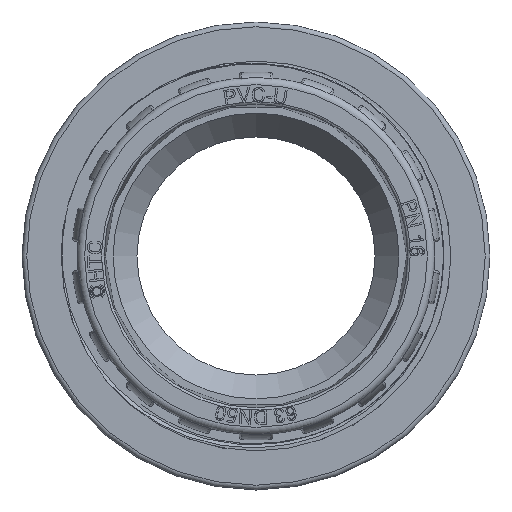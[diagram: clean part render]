
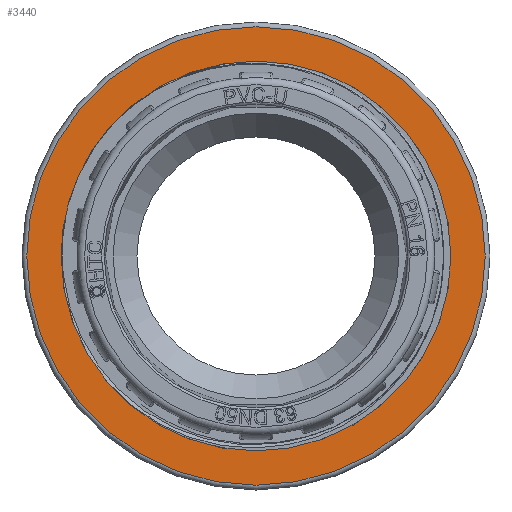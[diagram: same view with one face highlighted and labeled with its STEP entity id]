
A CAD part, front view. The second image highlights one B-rep face of the part: STEP entity #3440.
In plain terms, the highlighted planar face has unit normal (0, -1, 0).
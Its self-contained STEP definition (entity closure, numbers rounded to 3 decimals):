
#3440=ADVANCED_FACE('',(#6202,#6203),#4328,.T.);
#4328=PLANE('',#17067);
#6202=FACE_BOUND('',#6380,.T.);
#6203=FACE_BOUND('',#6381,.T.);
#6380=EDGE_LOOP('',(#8012));
#6381=EDGE_LOOP('',(#8013));
#8012=ORIENTED_EDGE('',*,*,#14493,.T.);
#8013=ORIENTED_EDGE('',*,*,#14492,.T.);
#12788=VERTEX_POINT('',#28712);
#12789=VERTEX_POINT('',#29405);
#14492=EDGE_CURVE('',#12788,#12788,#16561,.T.);
#14493=EDGE_CURVE('',#12789,#12789,#16562,.T.);
#16561=CIRCLE('',#17064,40.767);
#16562=CIRCLE('',#17066,47.95);
#17064=AXIS2_PLACEMENT_3D('',#28711,#18477,#18478);
#17066=AXIS2_PLACEMENT_3D('',#29404,#18481,#18482);
#17067=AXIS2_PLACEMENT_3D('',#29406,#18483,#18484);
#18477=DIRECTION('',(0.,1.,0.));
#18478=DIRECTION('',(-1.,0.,0.));
#18481=DIRECTION('',(0.,-1.,0.));
#18482=DIRECTION('',(-1.,0.,0.));
#18483=DIRECTION('',(0.,-1.,0.));
#18484=DIRECTION('',(-1.,0.,0.));
#28711=CARTESIAN_POINT('',(1431.952,95.875,0.));
#28712=CARTESIAN_POINT('',(1391.185,95.875,0.));
#29404=CARTESIAN_POINT('',(1431.952,95.875,0.));
#29405=CARTESIAN_POINT('',(1384.002,95.875,0.));
#29406=CARTESIAN_POINT('',(1431.952,95.875,0.));
